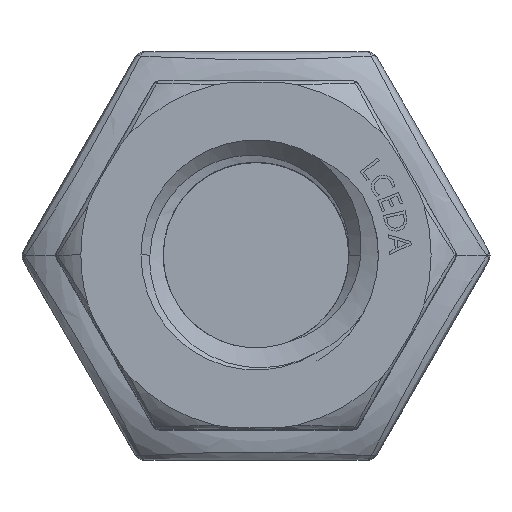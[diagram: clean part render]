
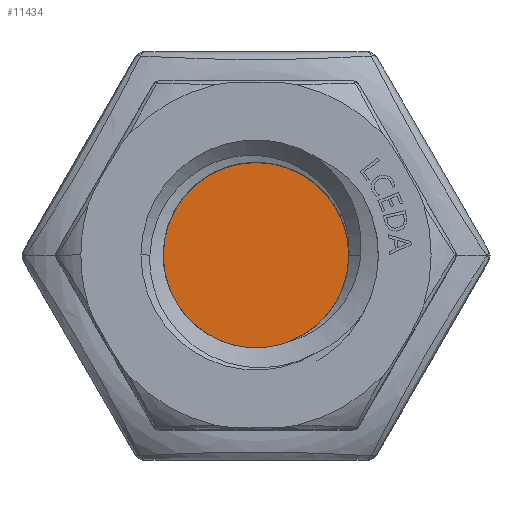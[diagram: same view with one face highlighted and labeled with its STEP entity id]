
A CAD part, top view. The second image highlights one B-rep face of the part: STEP entity #11434.
In plain terms, the highlighted planar face has unit normal (0, 0, 1).
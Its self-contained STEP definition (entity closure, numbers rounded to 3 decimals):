
#1612 = CARTESIAN_POINT ( 'NONE',  ( 1.25, 0., 2.05 ) ) ;
#2754 = PLANE ( 'NONE',  #25226 ) ;
#3379 = AXIS2_PLACEMENT_3D ( 'NONE', #27305, #13743, #13883 ) ;
#5005 = ORIENTED_EDGE ( 'NONE', *, *, #27258, .T. ) ;
#5186 = CARTESIAN_POINT ( 'NONE',  ( -1.25, 0., 2.05 ) ) ;
#5294 = FACE_OUTER_BOUND ( 'NONE', #18344, .T. ) ;
#5797 = DIRECTION ( 'NONE',  ( 1., 0., 0. ) ) ;
#6741 = ORIENTED_EDGE ( 'NONE', *, *, #20687, .T. ) ;
#7766 = DIRECTION ( 'NONE',  ( 1., 0., 0. ) ) ;
#9804 = DIRECTION ( 'NONE',  ( 0., 0., 1. ) ) ;
#11434 = ADVANCED_FACE ( 'NONE', ( #5294 ), #2754, .T. ) ;
#12307 = CARTESIAN_POINT ( 'NONE',  ( 0., 0., 2.05 ) ) ;
#13743 = DIRECTION ( 'NONE',  ( 0., 0., 1. ) ) ;
#13883 = DIRECTION ( 'NONE',  ( 1., 0., 0. ) ) ;
#14692 = CARTESIAN_POINT ( 'NONE',  ( 0., 0., 2.05 ) ) ;
#18344 = EDGE_LOOP ( 'NONE', ( #5005, #6741 ) ) ;
#18790 = VERTEX_POINT ( 'NONE', #1612 ) ;
#19243 = DIRECTION ( 'NONE',  ( 0., 0., 1. ) ) ;
#20687 = EDGE_CURVE ( 'NONE', #21990, #18790, #27417, .T. ) ;
#21990 = VERTEX_POINT ( 'NONE', #5186 ) ;
#24487 = CIRCLE ( 'NONE', #3379, 1.25 ) ;
#25226 = AXIS2_PLACEMENT_3D ( 'NONE', #12307, #19243, #7766 ) ;
#25585 = AXIS2_PLACEMENT_3D ( 'NONE', #14692, #9804, #5797 ) ;
#27258 = EDGE_CURVE ( 'NONE', #18790, #21990, #24487, .T. ) ;
#27305 = CARTESIAN_POINT ( 'NONE',  ( 0., 0., 2.05 ) ) ;
#27417 = CIRCLE ( 'NONE', #25585, 1.25 ) ;
